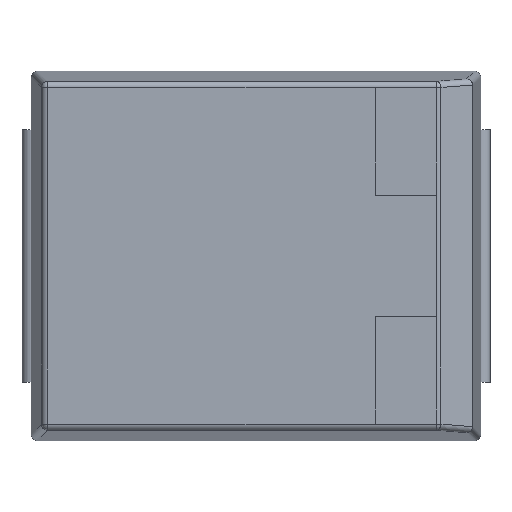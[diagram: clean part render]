
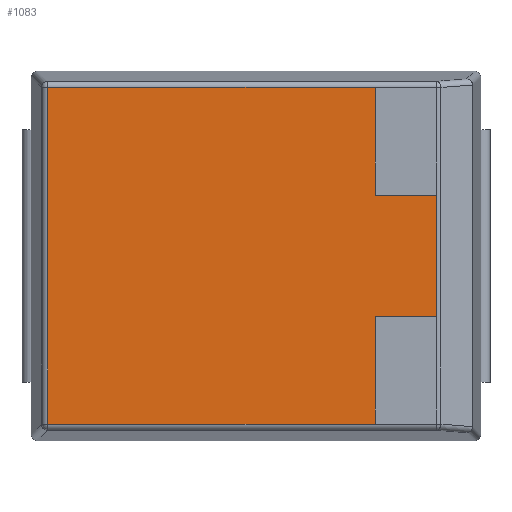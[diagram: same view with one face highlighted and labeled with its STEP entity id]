
A CAD part, top view. The second image highlights one B-rep face of the part: STEP entity #1083.
In plain terms, the highlighted planar face has unit normal (0, 0, 1).
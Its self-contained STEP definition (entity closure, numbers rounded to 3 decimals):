
#133=FACE_OUTER_BOUND('',#196,.T.);
#196=EDGE_LOOP('',(#869,#870,#871,#872,#873,#874,#875,#876));
#223=LINE('',#1544,#340);
#233=LINE('',#1563,#350);
#242=LINE('',#1583,#359);
#245=LINE('',#1588,#362);
#260=LINE('',#1658,#377);
#262=LINE('',#1661,#379);
#264=LINE('',#1664,#381);
#268=LINE('',#1673,#385);
#340=VECTOR('',#1227,10.);
#350=VECTOR('',#1243,10.);
#359=VECTOR('',#1260,10.);
#362=VECTOR('',#1265,10.);
#377=VECTOR('',#1342,10.);
#379=VECTOR('',#1346,10.);
#381=VECTOR('',#1350,10.);
#385=VECTOR('',#1360,10.);
#457=VERTEX_POINT('',#1542);
#458=VERTEX_POINT('',#1543);
#463=VERTEX_POINT('',#1557);
#466=VERTEX_POINT('',#1568);
#469=VERTEX_POINT('',#1576);
#471=VERTEX_POINT('',#1582);
#488=VERTEX_POINT('',#1629);
#491=VERTEX_POINT('',#1639);
#549=EDGE_CURVE('',#457,#458,#223,.T.);
#559=EDGE_CURVE('',#458,#463,#233,.T.);
#568=EDGE_CURVE('',#471,#469,#242,.T.);
#571=EDGE_CURVE('',#466,#471,#245,.T.);
#605=EDGE_CURVE('',#457,#491,#260,.T.);
#607=EDGE_CURVE('',#491,#488,#262,.T.);
#609=EDGE_CURVE('',#488,#469,#264,.T.);
#614=EDGE_CURVE('',#466,#463,#268,.T.);
#869=ORIENTED_EDGE('',*,*,#559,.T.);
#870=ORIENTED_EDGE('',*,*,#614,.F.);
#871=ORIENTED_EDGE('',*,*,#571,.T.);
#872=ORIENTED_EDGE('',*,*,#568,.T.);
#873=ORIENTED_EDGE('',*,*,#609,.F.);
#874=ORIENTED_EDGE('',*,*,#607,.F.);
#875=ORIENTED_EDGE('',*,*,#605,.F.);
#876=ORIENTED_EDGE('',*,*,#549,.T.);
#1026=PLANE('',#1184);
#1083=ADVANCED_FACE('',(#133),#1026,.T.);
#1184=AXIS2_PLACEMENT_3D('',#1739,#1421,#1422);
#1227=DIRECTION('',(0.,1.,0.));
#1243=DIRECTION('',(1.,0.,0.));
#1260=DIRECTION('',(0.,1.,0.));
#1265=DIRECTION('',(-1.,0.,0.));
#1342=DIRECTION('',(-1.,0.,0.));
#1346=DIRECTION('',(0.,1.,0.));
#1350=DIRECTION('',(1.,0.,0.));
#1360=DIRECTION('',(0.,-1.,0.));
#1421=DIRECTION('center_axis',(0.,0.,1.));
#1422=DIRECTION('ref_axis',(1.,0.,0.));
#1542=CARTESIAN_POINT('',(1.936,-2.733,3.8));
#1543=CARTESIAN_POINT('',(1.936,-0.983,3.8));
#1544=CARTESIAN_POINT('',(1.936,-1.367,3.8));
#1557=CARTESIAN_POINT('',(2.936,-0.983,3.8));
#1563=CARTESIAN_POINT('',(0.968,-0.983,3.8));
#1568=CARTESIAN_POINT('',(2.936,0.983,3.8));
#1576=CARTESIAN_POINT('',(1.936,2.733,3.8));
#1582=CARTESIAN_POINT('',(1.936,0.983,3.8));
#1583=CARTESIAN_POINT('',(1.936,0.492,3.8));
#1588=CARTESIAN_POINT('',(1.468,0.983,3.8));
#1629=CARTESIAN_POINT('',(-3.383,2.733,3.8));
#1639=CARTESIAN_POINT('',(-3.383,-2.733,3.8));
#1658=CARTESIAN_POINT('',(1.825,-2.733,3.8));
#1661=CARTESIAN_POINT('',(-3.383,-1.5,3.8));
#1664=CARTESIAN_POINT('',(-1.825,2.733,3.8));
#1673=CARTESIAN_POINT('',(2.936,0.75,3.8));
#1739=CARTESIAN_POINT('Origin',(0.,0.,3.8));
